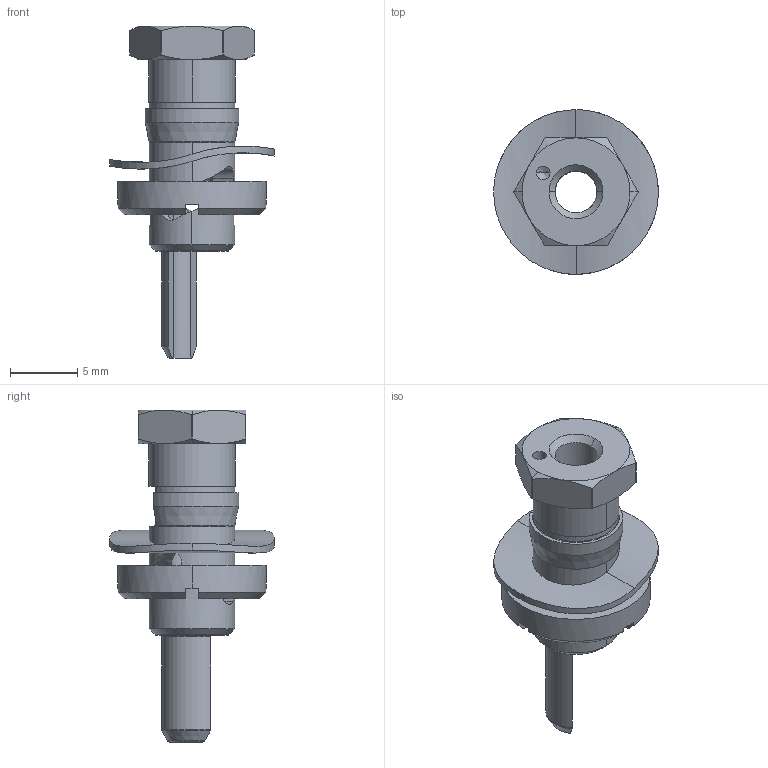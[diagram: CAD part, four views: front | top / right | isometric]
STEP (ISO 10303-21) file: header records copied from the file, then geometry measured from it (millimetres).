
FILE_DESCRIPTION((''),'2;1');
FILE_NAME('00190126000','2020-06-09T',('presta_be4'),(''),'CREO PARAMETRIC BY PTC INC, 2018360','CREO PARAMETRIC BY PTC INC, 2018360','');
FILE_SCHEMA(('CONFIG_CONTROL_DESIGN'));
Length unit declared in the file: millimetre
Products named in the file (1): 00190126000
Bounding box: 12.2 x 12.2 x 24.6 mm (x, y, z)
Volume: 624.2 mm3; surface area: 1204.2 mm2
Topology: 3 solids, 3 shells, 120 faces, 362 edges, 237 vertices
Faces by surface type: cylinder 44, plane 42, cone 18, torus 10, bspline 6
Entity records: 5197 total; most frequent: CARTESIAN_POINT 2034, ORIENTED_EDGE 720, DIRECTION 584, EDGE_CURVE 360, VERTEX_POINT 237, AXIS2_PLACEMENT_3D 224, VECTOR 136, LINE 136
